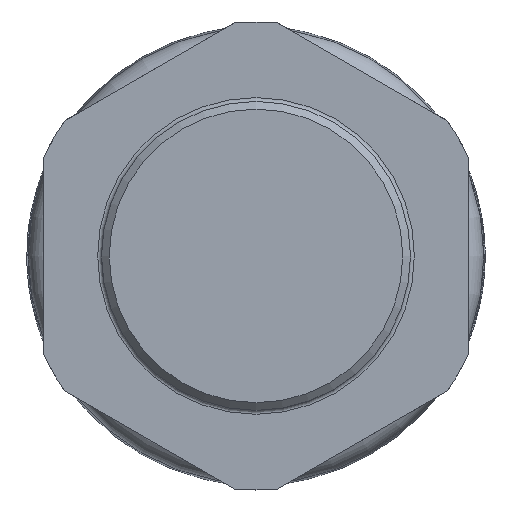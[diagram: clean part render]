
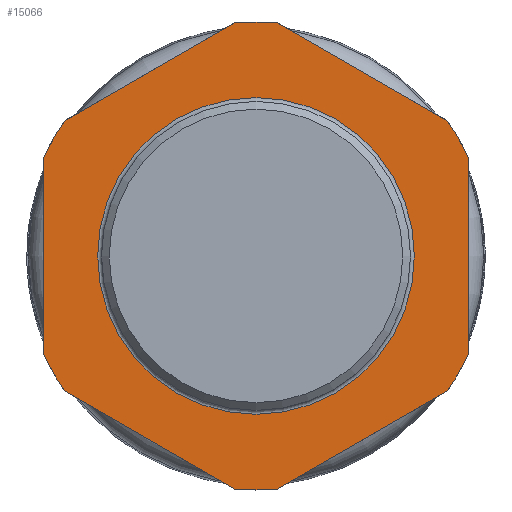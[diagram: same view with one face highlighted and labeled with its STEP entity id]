
A CAD part, left-side view. The second image highlights one B-rep face of the part: STEP entity #15066.
In plain terms, the highlighted planar face has unit normal (-1, 0, 0).
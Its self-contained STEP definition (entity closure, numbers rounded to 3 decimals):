
#695=FACE_BOUND('',#4464,.T.);
#1073=CIRCLE('',#16079,30.3);
#1074=CIRCLE('',#16082,30.3);
#1075=CIRCLE('',#16085,30.3);
#1076=CIRCLE('',#16090,30.3);
#1077=CIRCLE('',#16092,30.3);
#1078=CIRCLE('',#16094,30.3);
#1079=CIRCLE('',#16095,20.5);
#2173=LINE('',#26705,#2870);
#2177=LINE('',#26714,#2874);
#2180=LINE('',#26722,#2877);
#2183=LINE('',#26731,#2880);
#2186=LINE('',#26737,#2883);
#2189=LINE('',#26742,#2886);
#2870=VECTOR('',#18628,10.);
#2874=VECTOR('',#18638,10.);
#2877=VECTOR('',#18647,10.);
#2880=VECTOR('',#18656,10.);
#2883=VECTOR('',#18661,10.);
#2886=VECTOR('',#18666,10.);
#3526=FACE_OUTER_BOUND('',#4463,.T.);
#4463=EDGE_LOOP('',(#11399,#11400,#11401,#11402,#11403,#11404,#11405,#11406,
#11407,#11408,#11409,#11410));
#4464=EDGE_LOOP('',(#11411));
#6311=VERTEX_POINT('',#26702);
#6312=VERTEX_POINT('',#26704);
#6313=VERTEX_POINT('',#26708);
#6314=VERTEX_POINT('',#26712);
#6315=VERTEX_POINT('',#26716);
#6316=VERTEX_POINT('',#26720);
#6317=VERTEX_POINT('',#26724);
#6318=VERTEX_POINT('',#26728);
#6319=VERTEX_POINT('',#26730);
#6320=VERTEX_POINT('',#26734);
#6321=VERTEX_POINT('',#26736);
#6322=VERTEX_POINT('',#26740);
#6323=VERTEX_POINT('',#26749);
#8137=EDGE_CURVE('',#6312,#6311,#2173,.T.);
#8140=EDGE_CURVE('',#6313,#6311,#1073,.T.);
#8142=EDGE_CURVE('',#6313,#6314,#2177,.T.);
#8144=EDGE_CURVE('',#6315,#6314,#1074,.T.);
#8146=EDGE_CURVE('',#6315,#6316,#2180,.T.);
#8148=EDGE_CURVE('',#6317,#6316,#1075,.T.);
#8150=EDGE_CURVE('',#6319,#6318,#2183,.T.);
#8153=EDGE_CURVE('',#6321,#6320,#2186,.T.);
#8156=EDGE_CURVE('',#6317,#6322,#2189,.T.);
#8157=EDGE_CURVE('',#6312,#6320,#1076,.T.);
#8158=EDGE_CURVE('',#6319,#6322,#1077,.T.);
#8159=EDGE_CURVE('',#6321,#6318,#1078,.T.);
#8160=EDGE_CURVE('',#6323,#6323,#1079,.T.);
#11399=ORIENTED_EDGE('',*,*,#8150,.T.);
#11400=ORIENTED_EDGE('',*,*,#8159,.F.);
#11401=ORIENTED_EDGE('',*,*,#8153,.T.);
#11402=ORIENTED_EDGE('',*,*,#8157,.F.);
#11403=ORIENTED_EDGE('',*,*,#8137,.T.);
#11404=ORIENTED_EDGE('',*,*,#8140,.F.);
#11405=ORIENTED_EDGE('',*,*,#8142,.T.);
#11406=ORIENTED_EDGE('',*,*,#8144,.F.);
#11407=ORIENTED_EDGE('',*,*,#8146,.T.);
#11408=ORIENTED_EDGE('',*,*,#8148,.F.);
#11409=ORIENTED_EDGE('',*,*,#8156,.T.);
#11410=ORIENTED_EDGE('',*,*,#8158,.F.);
#11411=ORIENTED_EDGE('',*,*,#8160,.T.);
#13697=PLANE('',#16093);
#15066=ADVANCED_FACE('',(#3526,#695),#13697,.T.);
#16079=AXIS2_PLACEMENT_3D('',#26710,#18633,#18634);
#16082=AXIS2_PLACEMENT_3D('',#26718,#18642,#18643);
#16085=AXIS2_PLACEMENT_3D('',#26726,#18651,#18652);
#16090=AXIS2_PLACEMENT_3D('',#26744,#18669,#18670);
#16092=AXIS2_PLACEMENT_3D('',#26746,#18673,#18674);
#16093=AXIS2_PLACEMENT_3D('',#26747,#18675,#18676);
#16094=AXIS2_PLACEMENT_3D('',#26748,#18677,#18678);
#16095=AXIS2_PLACEMENT_3D('',#26750,#18679,#18680);
#18628=DIRECTION('',(0.,-0.866,-0.5));
#18633=DIRECTION('center_axis',(1.,0.,0.));
#18634=DIRECTION('ref_axis',(0.,0.,
1.));
#18638=DIRECTION('',(0.,-0.866,0.5));
#18642=DIRECTION('center_axis',(1.,0.,0.));
#18643=DIRECTION('ref_axis',(0.,0.,
1.));
#18647=DIRECTION('',(0.,0.,1.));
#18651=DIRECTION('center_axis',(1.,0.,0.));
#18652=DIRECTION('ref_axis',(0.,0.,
1.));
#18656=DIRECTION('',(0.,0.866,-0.5));
#18661=DIRECTION('',(0.,0.,-1.));
#18666=DIRECTION('',(0.,0.866,0.5));
#18669=DIRECTION('center_axis',(1.,0.,0.));
#18670=DIRECTION('ref_axis',(0.,0.,
1.));
#18673=DIRECTION('center_axis',(1.,0.,0.));
#18674=DIRECTION('ref_axis',(0.,0.,
1.));
#18675=DIRECTION('center_axis',(-1.,0.,0.));
#18676=DIRECTION('ref_axis',(0.,0.,
-1.));
#18677=DIRECTION('center_axis',(1.,0.,0.));
#18678=DIRECTION('ref_axis',(0.,0.,
1.));
#18679=DIRECTION('center_axis',(1.,0.,0.));
#18680=DIRECTION('ref_axis',(0.,0.,
1.));
#26702=CARTESIAN_POINT('',(-37.315,2.733,-30.177));
#26704=CARTESIAN_POINT('',(-37.315,24.767,-17.455));
#26705=CARTESIAN_POINT('',(-37.315,7.896,-27.195));
#26708=CARTESIAN_POINT('',(-37.315,-2.733,-30.177));
#26710=CARTESIAN_POINT('Origin',(-37.315,0.,
0.));
#26712=CARTESIAN_POINT('',(-37.315,-24.767,-17.455));
#26714=CARTESIAN_POINT('',(-37.315,-19.604,-20.436));
#26716=CARTESIAN_POINT('',(-37.315,-27.5,-12.722));
#26718=CARTESIAN_POINT('Origin',(-37.315,0.,
0.));
#26720=CARTESIAN_POINT('',(-37.315,-27.5,12.722));
#26722=CARTESIAN_POINT('',(-37.315,-27.5,-6.361));
#26724=CARTESIAN_POINT('',(-37.315,-24.767,17.455));
#26726=CARTESIAN_POINT('Origin',(-37.315,0.,
0.));
#26728=CARTESIAN_POINT('',(-37.315,24.767,17.455));
#26730=CARTESIAN_POINT('',(-37.315,2.733,30.177));
#26731=CARTESIAN_POINT('',(-37.315,-3.121,33.556));
#26734=CARTESIAN_POINT('',(-37.315,27.5,-12.722));
#26736=CARTESIAN_POINT('',(-37.315,27.5,12.722));
#26737=CARTESIAN_POINT('',(-37.315,27.5,6.361));
#26740=CARTESIAN_POINT('',(-37.315,-2.733,30.177));
#26742=CARTESIAN_POINT('',(-37.315,-30.621,14.075));
#26744=CARTESIAN_POINT('Origin',(-37.315,0.,
0.));
#26746=CARTESIAN_POINT('Origin',(-37.315,0.,
0.));
#26747=CARTESIAN_POINT('Origin',(-37.315,-30.3,0.));
#26748=CARTESIAN_POINT('Origin',(-37.315,0.,
0.));
#26749=CARTESIAN_POINT('',(-37.315,-20.5,0.));
#26750=CARTESIAN_POINT('Origin',(-37.315,0.,
0.));
